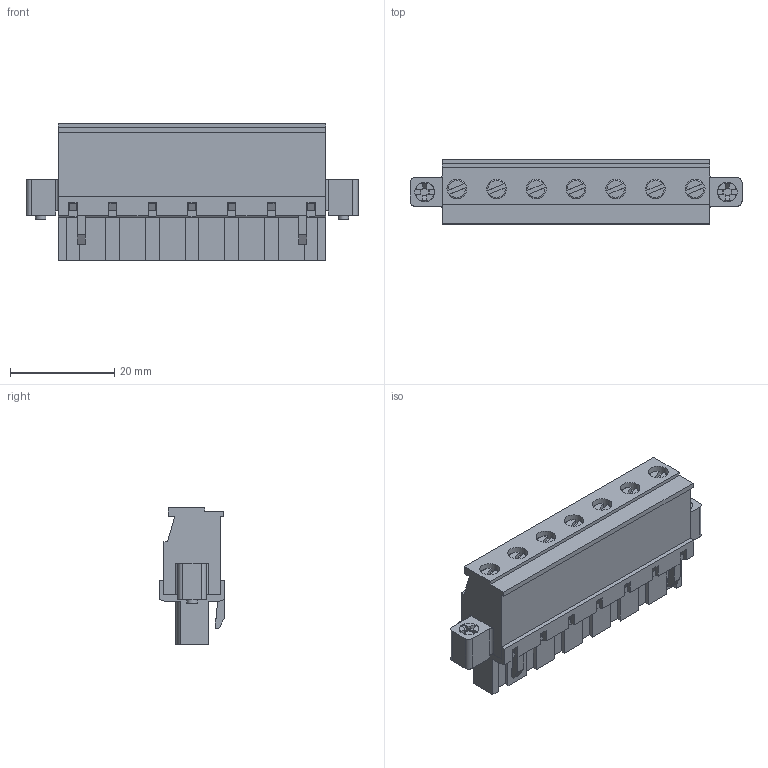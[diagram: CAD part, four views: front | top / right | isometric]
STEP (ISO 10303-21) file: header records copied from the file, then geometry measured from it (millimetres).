
FILE_DESCRIPTION( ( 'Unknown' ), '1' );
FILE_NAME( '691345410007.stp', 'Unknown', ( 'Unknown' ), ( 'Unknown' ), 'PSStep 18.0.17', 'Unknown', ' ' );
FILE_SCHEMA( ( 'AUTOMOTIVE_DESIGN { 1 0 10303 214 1 1 1 1 }' ) );
Length unit declared in the file: millimetre
Products named in the file (7): Assem1; vis cage; vis flange; Spring; cage; 691345410007; 691345410007_PB
Assembly tree (25 placements, depth 2):
  Assem1
    vis cage  x7
    vis flange  x2
    Spring  x7
    cage  x7
    691345410007
    691345410007_PB
Bounding box: 63.72 x 12.6 x 26.25 mm (x, y, z)
Volume: 8138.5 mm3; surface area: 16531.1 mm2
Topology: 25 solids, 25 shells, 1379 faces, 3709 edges, 2414 vertices
Faces by surface type: plane 1110, cylinder 219, torus 27, cone 23
Full cylindrical faces by diameter (mm): 1.5 x7, 2 x2, 2.2 x7, 2.4 x2, 2.459 x7, 2.6 x7, 2.7 x2, 2.9 x7, 3 x7, 3.8 x18
Entity records: 34095 total; most frequent: CARTESIAN_POINT 4854, ORIENTED_EDGE 4646, DIRECTION 4309, EDGE_CURVE 2323, LINE 2103, VECTOR 2103, VERTEX_POINT 1548, AXIS2_PLACEMENT_3D 1103
